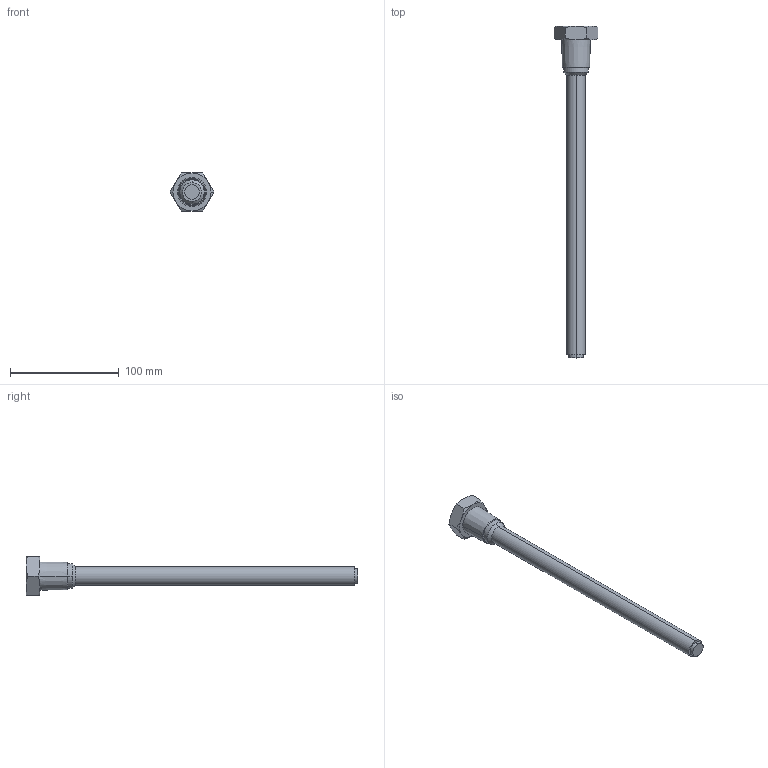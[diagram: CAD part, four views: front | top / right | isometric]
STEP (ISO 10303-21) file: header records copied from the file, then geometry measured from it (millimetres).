
FILE_DESCRIPTION (( 'STEP AP203' ), '1' );
FILE_NAME ('HCJ.STEP', '2017-02-21T18:29:53', ( 'PCTech' ), ( 'Microsoft' ), 'SwSTEP 2.0', 'SolidWorks 2016', '' );
FILE_SCHEMA (( 'CONFIG_CONTROL_DESIGN' ));
Length unit declared in the file: inch
Products named in the file (1): HCJ
Bounding box: 40.33 x 304.77 x 34.92 mm (x, y, z)
Volume: 84830.7 mm3; surface area: 20601.9 mm2
Topology: 1 solids, 1 shells, 77 faces, 179 edges, 112 vertices
Faces by surface type: cone 26, bspline 24, plane 21, cylinder 6
Entity records: 3510 total; most frequent: CARTESIAN_POINT 1857, ORIENTED_EDGE 358, DIRECTION 257, EDGE_CURVE 179, VERTEX_POINT 112, AXIS2_PLACEMENT_3D 96, EDGE_LOOP 85, FACE_OUTER_BOUND 77
